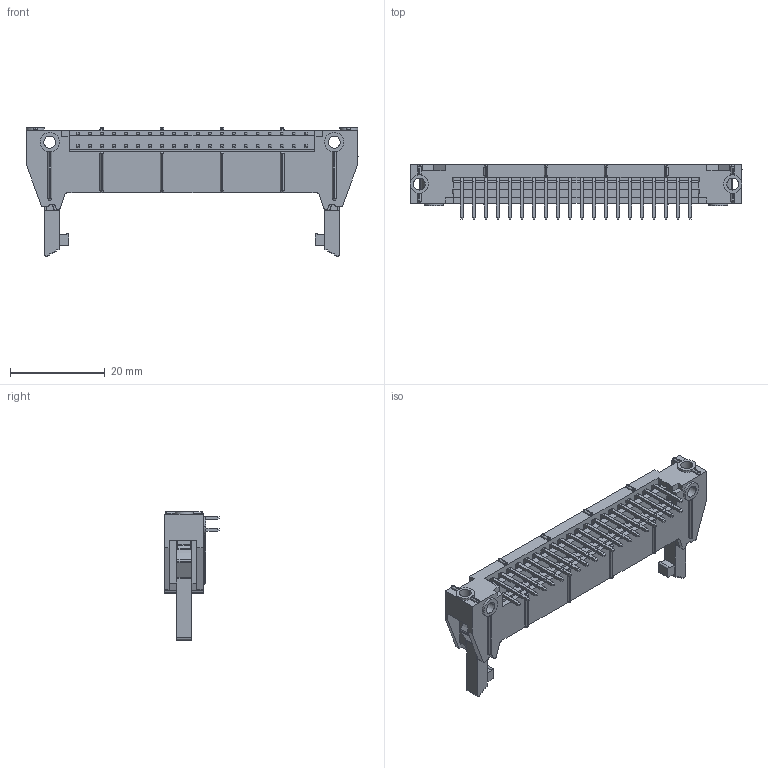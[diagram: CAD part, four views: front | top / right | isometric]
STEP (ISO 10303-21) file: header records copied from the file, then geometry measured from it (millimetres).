
FILE_DESCRIPTION (( 'STEP AP214' ), '1' );
FILE_NAME ('N3432-5302RB.STEP', '2021-04-13T05:19:14', ( '' ), ( '' ), 'SwSTEP 2.0', 'SolidWorks 2017', '' );
FILE_SCHEMA (( 'AUTOMOTIVE_DESIGN' ));
Length unit declared in the file: inch
Products named in the file (1): N3432-5302RB
Bounding box: 70.1 x 11.48 x 27.18 mm (x, y, z)
Volume: 4125 mm3; surface area: 7472.5 mm2
Topology: 83 solids, 83 shells, 1630 faces, 3940 edges, 2489 vertices
Faces by surface type: plane 1287, cylinder 295, torus 32, cone 16
Entity records: 47696 total; most frequent: CARTESIAN_POINT 8256, ORIENTED_EDGE 7880, DIRECTION 7823, EDGE_CURVE 3940, LINE 3215, VECTOR 3215, VERTEX_POINT 2489, AXIS2_PLACEMENT_3D 2304
